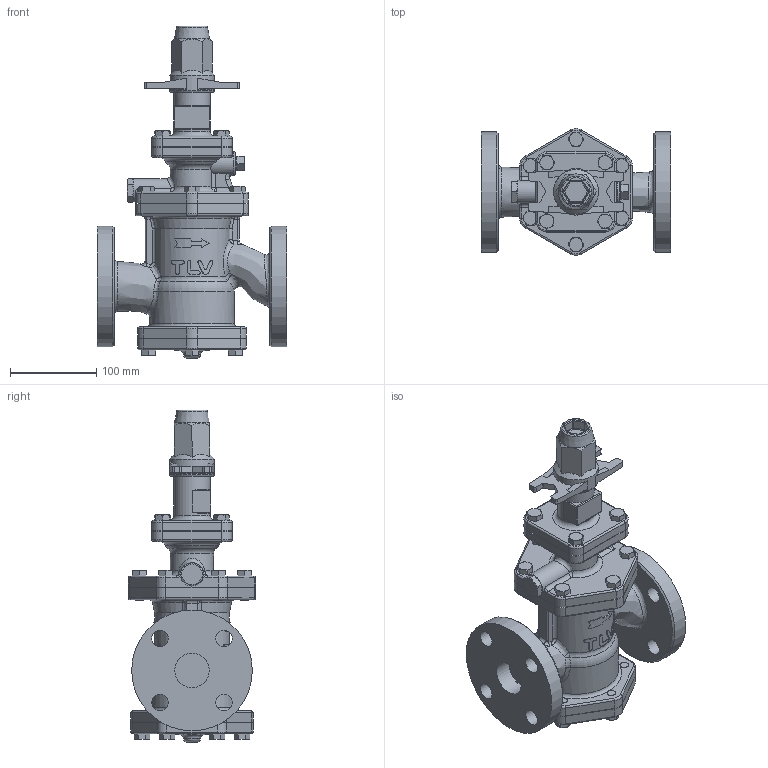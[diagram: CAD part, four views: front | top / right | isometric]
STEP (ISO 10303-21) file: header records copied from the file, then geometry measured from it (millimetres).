
FILE_DESCRIPTION(/* description */ (''),/* implementation_level */ '2;1');
FILE_NAME(/* name */ 'csr16-040-jis10-00.stp',/* time_stamp */ '2018-02-08T10:00:17+09:00',/* author */ ('nakaot'),/* organization */ (''),/* preprocessor_version */ 'ST-DEVELOPER v15.6',/* originating_system */ 'Autodesk Inventor 2015',/* authorisation */ '');
FILE_SCHEMA (('CONFIG_CONTROL_DESIGN'));
Length unit declared in the file: millimetre
Products named in the file (1): csr16-040-jis10-00
Bounding box: 220 x 147.34 x 385 mm (x, y, z)
Volume: 2929049.6 mm3; surface area: 311752.3 mm2
Topology: 1 solids, 1 shells, 810 faces, 1956 edges, 1199 vertices
Faces by surface type: plane 306, cylinder 209, cone 122, bspline 93, torus 65, sphere 15
Full cylindrical faces by diameter (mm): 10 x32, 12 x16, 19 x8, 27 x1, 28 x1, 40 x2, 42 x1, 52 x1, 70 x1, 90 x2, 98 x1, 140 x2
Entity records: 35553 total; most frequent: CARTESIAN_POINT 18235, ORIENTED_EDGE 3636, DIRECTION 3415, EDGE_CURVE 1818, AXIS2_PLACEMENT_3D 1371, VERTEX_POINT 1161, EDGE_LOOP 1009, FACE_OUTER_BOUND 810
